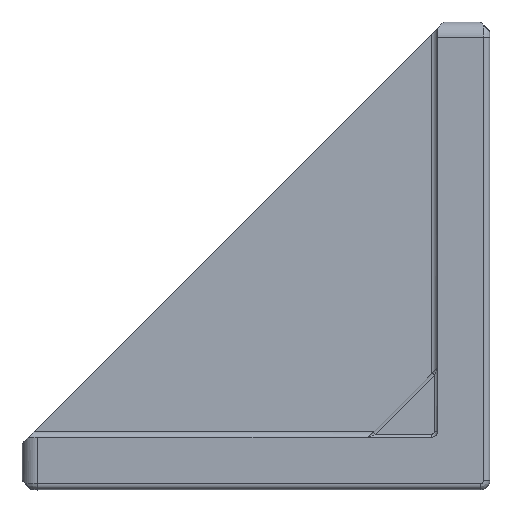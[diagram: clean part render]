
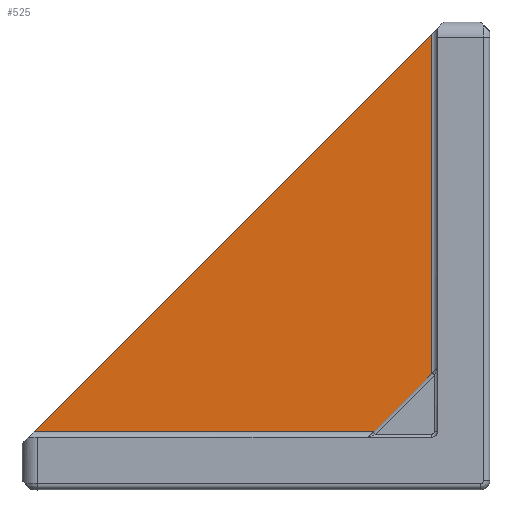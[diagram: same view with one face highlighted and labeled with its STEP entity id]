
A CAD part, top view. The second image highlights one B-rep face of the part: STEP entity #525.
In plain terms, the highlighted planar face has unit normal (-0.012, 0.012, 1).
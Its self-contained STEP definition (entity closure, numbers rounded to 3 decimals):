
#246 = VECTOR ( 'NONE', #5657, 1000. ) ;
#525 = ADVANCED_FACE ( 'NONE', ( #10898 ), #4195, .T. ) ;
#1575 = CARTESIAN_POINT ( 'NONE',  ( -9.488, 74.012, -13. ) ) ;
#1760 = ORIENTED_EDGE ( 'NONE', *, *, #5524, .T. ) ;
#2515 = LINE ( 'NONE', #7338, #246 ) ;
#2628 = ORIENTED_EDGE ( 'NONE', *, *, #5668, .T. ) ;
#2853 = VERTEX_POINT ( 'NONE', #1575 ) ;
#3684 = VECTOR ( 'NONE', #9101, 1000. ) ;
#3889 = AXIS2_PLACEMENT_3D ( 'NONE', #7544, #5048, #11011 ) ;
#4195 = PLANE ( 'NONE',  #3889 ) ;
#5048 = DIRECTION ( 'NONE',  ( -0.012, 0.012, 1. ) ) ;
#5211 = CARTESIAN_POINT ( 'NONE',  ( -76., 9.488, -13.025 ) ) ;
#5524 = EDGE_CURVE ( 'NONE', #5980, #2853, #2515, .T. ) ;
#5624 = CARTESIAN_POINT ( 'NONE',  ( -9.488, 9.488, -12.204 ) ) ;
#5657 = DIRECTION ( 'NONE',  ( 0., 1., -0.012 ) ) ;
#5668 = EDGE_CURVE ( 'NONE', #2853, #6750, #7943, .T. ) ;
#5816 = EDGE_CURVE ( 'NONE', #6750, #5980, #8888, .T. ) ;
#5980 = VERTEX_POINT ( 'NONE', #5624 ) ;
#6268 = CARTESIAN_POINT ( 'NONE',  ( -74.012, 9.488, -13. ) ) ;
#6621 = VECTOR ( 'NONE', #9449, 1000. ) ;
#6750 = VERTEX_POINT ( 'NONE', #6268 ) ;
#7338 = CARTESIAN_POINT ( 'NONE',  ( -9.488, 9.488, -12.204 ) ) ;
#7544 = CARTESIAN_POINT ( 'NONE',  ( -76., 7.5, -13. ) ) ;
#7686 = EDGE_LOOP ( 'NONE', ( #1760, #2628, #8370 ) ) ;
#7943 = LINE ( 'NONE', #8236, #3684 ) ;
#8236 = CARTESIAN_POINT ( 'NONE',  ( -76., 7.5, -13. ) ) ;
#8370 = ORIENTED_EDGE ( 'NONE', *, *, #5816, .T. ) ;
#8888 = LINE ( 'NONE', #5211, #6621 ) ;
#9101 = DIRECTION ( 'NONE',  ( -0.707, -0.707, 0. ) ) ;
#9449 = DIRECTION ( 'NONE',  ( 1., 0., 0.012 ) ) ;
#10898 = FACE_OUTER_BOUND ( 'NONE', #7686, .T. ) ;
#11011 = DIRECTION ( 'NONE',  ( 1., 0., 0.012 ) ) ;
